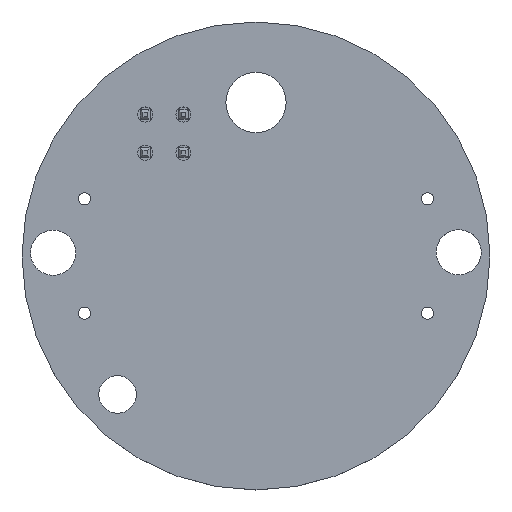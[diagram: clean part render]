
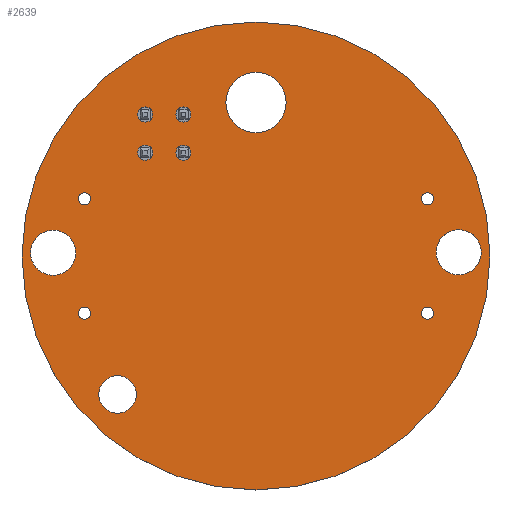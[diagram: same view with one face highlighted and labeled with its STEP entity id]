
A CAD part, top view. The second image highlights one B-rep face of the part: STEP entity #2639.
In plain terms, the highlighted planar face has unit normal (0, 0, 1).
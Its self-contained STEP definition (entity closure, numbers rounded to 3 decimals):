
#2472 = VERTEX_POINT('',#2473);
#2473 = CARTESIAN_POINT('',(166.426,-38.1,1.6));
#2479 = EDGE_CURVE('',#2472,#2472,#2480,.T.);
#2480 = CIRCLE('',#2481,15.55);
#2481 = AXIS2_PLACEMENT_3D('',#2482,#2483,#2484);
#2482 = CARTESIAN_POINT('',(150.876,-38.1,1.6));
#2483 = DIRECTION('',(0.,0.,1.));
#2484 = DIRECTION('',(1.,0.,-0.));
#2639 = ADVANCED_FACE('',(#2640,#2643,#2654,#2665,#2676,#2687,#2698,
    #2709,#2720,#2731,#2742,#2753,#2764),#2775,.T.);
#2640 = FACE_BOUND('',#2641,.T.);
#2641 = EDGE_LOOP('',(#2642));
#2642 = ORIENTED_EDGE('',*,*,#2479,.T.);
#2643 = FACE_BOUND('',#2644,.T.);
#2644 = EDGE_LOOP('',(#2645));
#2645 = ORIENTED_EDGE('',*,*,#2646,.T.);
#2646 = EDGE_CURVE('',#2647,#2647,#2649,.T.);
#2647 = VERTEX_POINT('',#2648);
#2648 = CARTESIAN_POINT('',(141.676,-48.55,1.6));
#2649 = CIRCLE('',#2650,1.25);
#2650 = AXIS2_PLACEMENT_3D('',#2651,#2652,#2653);
#2651 = CARTESIAN_POINT('',(141.676,-47.3,1.6));
#2652 = DIRECTION('',(-0.,0.,-1.));
#2653 = DIRECTION('',(-0.,-1.,0.));
#2654 = FACE_BOUND('',#2655,.T.);
#2655 = EDGE_LOOP('',(#2656));
#2656 = ORIENTED_EDGE('',*,*,#2657,.T.);
#2657 = EDGE_CURVE('',#2658,#2658,#2660,.T.);
#2658 = VERTEX_POINT('',#2659);
#2659 = CARTESIAN_POINT('',(139.476,-42.3,1.6));
#2660 = CIRCLE('',#2661,0.4);
#2661 = AXIS2_PLACEMENT_3D('',#2662,#2663,#2664);
#2662 = CARTESIAN_POINT('',(139.476,-41.9,1.6));
#2663 = DIRECTION('',(-0.,0.,-1.));
#2664 = DIRECTION('',(-0.,-1.,0.));
#2665 = FACE_BOUND('',#2666,.T.);
#2666 = EDGE_LOOP('',(#2667));
#2667 = ORIENTED_EDGE('',*,*,#2668,.F.);
#2668 = EDGE_CURVE('',#2669,#2669,#2671,.T.);
#2669 = VERTEX_POINT('',#2670);
#2670 = CARTESIAN_POINT('',(138.893,-37.884,1.6));
#2671 = CIRCLE('',#2672,1.5);
#2672 = AXIS2_PLACEMENT_3D('',#2673,#2674,#2675);
#2673 = CARTESIAN_POINT('',(137.393,-37.884,1.6));
#2674 = DIRECTION('',(0.,0.,1.));
#2675 = DIRECTION('',(1.,0.,-0.));
#2676 = FACE_BOUND('',#2677,.T.);
#2677 = EDGE_LOOP('',(#2678));
#2678 = ORIENTED_EDGE('',*,*,#2679,.T.);
#2679 = EDGE_CURVE('',#2680,#2680,#2682,.T.);
#2680 = VERTEX_POINT('',#2681);
#2681 = CARTESIAN_POINT('',(162.276,-42.3,1.6));
#2682 = CIRCLE('',#2683,0.4);
#2683 = AXIS2_PLACEMENT_3D('',#2684,#2685,#2686);
#2684 = CARTESIAN_POINT('',(162.276,-41.9,1.6));
#2685 = DIRECTION('',(-0.,0.,-1.));
#2686 = DIRECTION('',(-0.,-1.,0.));
#2687 = FACE_BOUND('',#2688,.T.);
#2688 = EDGE_LOOP('',(#2689));
#2689 = ORIENTED_EDGE('',*,*,#2690,.F.);
#2690 = EDGE_CURVE('',#2691,#2691,#2693,.T.);
#2691 = VERTEX_POINT('',#2692);
#2692 = CARTESIAN_POINT('',(165.845,-37.853,1.6));
#2693 = CIRCLE('',#2694,1.5);
#2694 = AXIS2_PLACEMENT_3D('',#2695,#2696,#2697);
#2695 = CARTESIAN_POINT('',(164.345,-37.853,1.6));
#2696 = DIRECTION('',(0.,0.,1.));
#2697 = DIRECTION('',(1.,0.,-0.));
#2698 = FACE_BOUND('',#2699,.T.);
#2699 = EDGE_LOOP('',(#2700));
#2700 = ORIENTED_EDGE('',*,*,#2701,.T.);
#2701 = EDGE_CURVE('',#2702,#2702,#2704,.T.);
#2702 = VERTEX_POINT('',#2703);
#2703 = CARTESIAN_POINT('',(139.476,-34.7,1.6));
#2704 = CIRCLE('',#2705,0.4);
#2705 = AXIS2_PLACEMENT_3D('',#2706,#2707,#2708);
#2706 = CARTESIAN_POINT('',(139.476,-34.3,1.6));
#2707 = DIRECTION('',(-0.,0.,-1.));
#2708 = DIRECTION('',(-0.,-1.,0.));
#2709 = FACE_BOUND('',#2710,.T.);
#2710 = EDGE_LOOP('',(#2711));
#2711 = ORIENTED_EDGE('',*,*,#2712,.T.);
#2712 = EDGE_CURVE('',#2713,#2713,#2715,.T.);
#2713 = VERTEX_POINT('',#2714);
#2714 = CARTESIAN_POINT('',(143.515,-31.737,1.6));
#2715 = CIRCLE('',#2716,0.5);
#2716 = AXIS2_PLACEMENT_3D('',#2717,#2718,#2719);
#2717 = CARTESIAN_POINT('',(143.515,-31.237,1.6));
#2718 = DIRECTION('',(-0.,0.,-1.));
#2719 = DIRECTION('',(-0.,-1.,0.));
#2720 = FACE_BOUND('',#2721,.T.);
#2721 = EDGE_LOOP('',(#2722));
#2722 = ORIENTED_EDGE('',*,*,#2723,.T.);
#2723 = EDGE_CURVE('',#2724,#2724,#2726,.T.);
#2724 = VERTEX_POINT('',#2725);
#2725 = CARTESIAN_POINT('',(146.055,-31.737,1.6));
#2726 = CIRCLE('',#2727,0.5);
#2727 = AXIS2_PLACEMENT_3D('',#2728,#2729,#2730);
#2728 = CARTESIAN_POINT('',(146.055,-31.237,1.6));
#2729 = DIRECTION('',(-0.,0.,-1.));
#2730 = DIRECTION('',(-0.,-1.,0.));
#2731 = FACE_BOUND('',#2732,.T.);
#2732 = EDGE_LOOP('',(#2733));
#2733 = ORIENTED_EDGE('',*,*,#2734,.T.);
#2734 = EDGE_CURVE('',#2735,#2735,#2737,.T.);
#2735 = VERTEX_POINT('',#2736);
#2736 = CARTESIAN_POINT('',(143.515,-29.197,1.6));
#2737 = CIRCLE('',#2738,0.5);
#2738 = AXIS2_PLACEMENT_3D('',#2739,#2740,#2741);
#2739 = CARTESIAN_POINT('',(143.515,-28.697,1.6));
#2740 = DIRECTION('',(-0.,0.,-1.));
#2741 = DIRECTION('',(-0.,-1.,0.));
#2742 = FACE_BOUND('',#2743,.T.);
#2743 = EDGE_LOOP('',(#2744));
#2744 = ORIENTED_EDGE('',*,*,#2745,.T.);
#2745 = EDGE_CURVE('',#2746,#2746,#2748,.T.);
#2746 = VERTEX_POINT('',#2747);
#2747 = CARTESIAN_POINT('',(146.055,-29.197,1.6));
#2748 = CIRCLE('',#2749,0.5);
#2749 = AXIS2_PLACEMENT_3D('',#2750,#2751,#2752);
#2750 = CARTESIAN_POINT('',(146.055,-28.697,1.6));
#2751 = DIRECTION('',(-0.,0.,-1.));
#2752 = DIRECTION('',(-0.,-1.,0.));
#2753 = FACE_BOUND('',#2754,.T.);
#2754 = EDGE_LOOP('',(#2755));
#2755 = ORIENTED_EDGE('',*,*,#2756,.T.);
#2756 = EDGE_CURVE('',#2757,#2757,#2759,.T.);
#2757 = VERTEX_POINT('',#2758);
#2758 = CARTESIAN_POINT('',(162.276,-34.7,1.6));
#2759 = CIRCLE('',#2760,0.4);
#2760 = AXIS2_PLACEMENT_3D('',#2761,#2762,#2763);
#2761 = CARTESIAN_POINT('',(162.276,-34.3,1.6));
#2762 = DIRECTION('',(-0.,0.,-1.));
#2763 = DIRECTION('',(-0.,-1.,0.));
#2764 = FACE_BOUND('',#2765,.T.);
#2765 = EDGE_LOOP('',(#2766));
#2766 = ORIENTED_EDGE('',*,*,#2767,.T.);
#2767 = EDGE_CURVE('',#2768,#2768,#2770,.T.);
#2768 = VERTEX_POINT('',#2769);
#2769 = CARTESIAN_POINT('',(150.876,-29.9,1.6));
#2770 = CIRCLE('',#2771,2.);
#2771 = AXIS2_PLACEMENT_3D('',#2772,#2773,#2774);
#2772 = CARTESIAN_POINT('',(150.876,-27.9,1.6));
#2773 = DIRECTION('',(-0.,0.,-1.));
#2774 = DIRECTION('',(-0.,-1.,0.));
#2775 = PLANE('',#2776);
#2776 = AXIS2_PLACEMENT_3D('',#2777,#2778,#2779);
#2777 = CARTESIAN_POINT('',(150.876,-38.1,1.6));
#2778 = DIRECTION('',(0.,0.,1.));
#2779 = DIRECTION('',(1.,0.,-0.));
